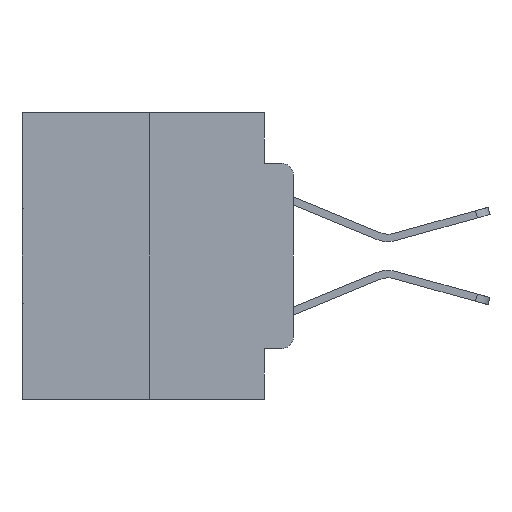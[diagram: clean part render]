
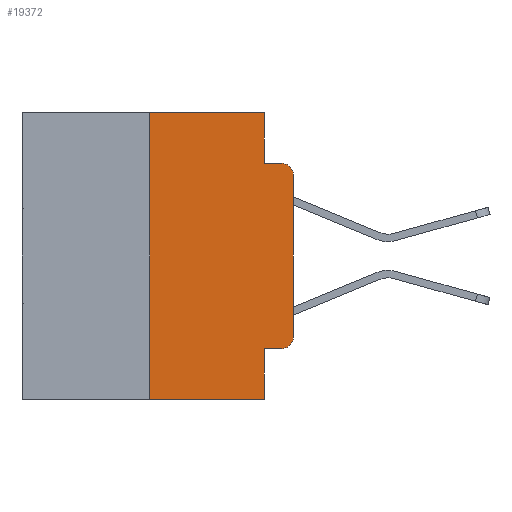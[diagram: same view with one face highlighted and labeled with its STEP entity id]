
A CAD part, left-side view. The second image highlights one B-rep face of the part: STEP entity #19372.
In plain terms, the highlighted planar face has unit normal (-1, 0, 0).
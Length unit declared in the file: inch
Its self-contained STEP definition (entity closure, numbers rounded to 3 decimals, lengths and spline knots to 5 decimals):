
#141 = CARTESIAN_POINT ( 'NONE',  ( 0., 0.473, -0.5 ) ) ;
#352 = LINE ( 'NONE', #141, #11621 ) ;
#470 = EDGE_CURVE ( 'NONE', #10152, #20531, #22548, .T. ) ;
#1413 = VERTEX_POINT ( 'NONE', #23444 ) ;
#1430 = DIRECTION ( 'NONE',  ( -1., 0., 0. ) ) ;
#2473 = LINE ( 'NONE', #19519, #25345 ) ;
#2772 = EDGE_CURVE ( 'NONE', #13749, #1413, #15176, .T. ) ;
#3528 = EDGE_CURVE ( 'NONE', #10152, #4479, #14777, .T. ) ;
#3938 = CARTESIAN_POINT ( 'NONE',  ( 0., 0.051, -0.4115 ) ) ;
#4106 = CARTESIAN_POINT ( 'NONE',  ( 0., 0.051, -0.0885 ) ) ;
#4209 = AXIS2_PLACEMENT_3D ( 'NONE', #11712, #27010, #13952 ) ;
#4479 = VERTEX_POINT ( 'NONE', #9188 ) ;
#4675 = EDGE_LOOP ( 'NONE', ( #13793, #4714, #9706, #18027, #25536, #12857, #23245, #26576, #24286, #22588 ) ) ;
#4714 = ORIENTED_EDGE ( 'NONE', *, *, #20088, .T. ) ;
#4824 = VERTEX_POINT ( 'NONE', #12654 ) ;
#4903 = VECTOR ( 'NONE', #17824, 39.37008 ) ;
#5030 = EDGE_CURVE ( 'NONE', #8731, #4824, #10867, .T. ) ;
#5655 = DIRECTION ( 'NONE',  ( 1., 0., 0. ) ) ;
#8271 = CARTESIAN_POINT ( 'NONE',  ( 0., 0., 0. ) ) ;
#8380 = AXIS2_PLACEMENT_3D ( 'NONE', #19042, #5655, #21238 ) ;
#8419 = CARTESIAN_POINT ( 'NONE',  ( 0., 0., -0.3915 ) ) ;
#8731 = VERTEX_POINT ( 'NONE', #24113 ) ;
#8852 = VECTOR ( 'NONE', #16942, 39.37008 ) ;
#9188 = CARTESIAN_POINT ( 'NONE',  ( 0., 0.051, -0.5 ) ) ;
#9249 = VECTOR ( 'NONE', #26905, 39.37008 ) ;
#9298 = LINE ( 'NONE', #9779, #20447 ) ;
#9706 = ORIENTED_EDGE ( 'NONE', *, *, #21564, .F. ) ;
#9779 = CARTESIAN_POINT ( 'NONE',  ( 0., 0.473, 0. ) ) ;
#10152 = VERTEX_POINT ( 'NONE', #3938 ) ;
#10545 = VERTEX_POINT ( 'NONE', #18625 ) ;
#10867 = LINE ( 'NONE', #13318, #4903 ) ;
#11564 = CIRCLE ( 'NONE', #16213, 0.02 ) ;
#11621 = VECTOR ( 'NONE', #15757, 39.37008 ) ;
#11712 = CARTESIAN_POINT ( 'NONE',  ( 0., 0.02, -0.3915 ) ) ;
#12654 = CARTESIAN_POINT ( 'NONE',  ( 0., 0.25, 0. ) ) ;
#12712 = DIRECTION ( 'NONE',  ( 0., -1., 0. ) ) ;
#12857 = ORIENTED_EDGE ( 'NONE', *, *, #5030, .F. ) ;
#13318 = CARTESIAN_POINT ( 'NONE',  ( 0., 0.25, 0. ) ) ;
#13749 = VERTEX_POINT ( 'NONE', #8419 ) ;
#13793 = ORIENTED_EDGE ( 'NONE', *, *, #2772, .T. ) ;
#13952 = DIRECTION ( 'NONE',  ( 0., 0., -1. ) ) ;
#14638 = EDGE_CURVE ( 'NONE', #8731, #4479, #352, .T. ) ;
#14777 = LINE ( 'NONE', #22655, #8852 ) ;
#14876 = CARTESIAN_POINT ( 'NONE',  ( 0., 0.02, -0.1085 ) ) ;
#15176 = LINE ( 'NONE', #8271, #9249 ) ;
#15757 = DIRECTION ( 'NONE',  ( 0., -1., 0. ) ) ;
#16048 = CARTESIAN_POINT ( 'NONE',  ( 0., 0.051, -0.4115 ) ) ;
#16213 = AXIS2_PLACEMENT_3D ( 'NONE', #14876, #1430, #17128 ) ;
#16235 = DIRECTION ( 'NONE',  ( 0., -1., 0. ) ) ;
#16774 = PLANE ( 'NONE',  #8380 ) ;
#16942 = DIRECTION ( 'NONE',  ( 0., 0., -1. ) ) ;
#17128 = DIRECTION ( 'NONE',  ( 0., 0., -1. ) ) ;
#17824 = DIRECTION ( 'NONE',  ( 0., 0., 1. ) ) ;
#18027 = ORIENTED_EDGE ( 'NONE', *, *, #19564, .F. ) ;
#18625 = CARTESIAN_POINT ( 'NONE',  ( 0., 0.051, 0. ) ) ;
#19042 = CARTESIAN_POINT ( 'NONE',  ( 0., 0.473, 0. ) ) ;
#19372 = ADVANCED_FACE ( 'NONE', ( #24367 ), #16774, .F. ) ;
#19519 = CARTESIAN_POINT ( 'NONE',  ( 0., 0.051, 0. ) ) ;
#19564 = EDGE_CURVE ( 'NONE', #10545, #28081, #2473, .T. ) ;
#19574 = CARTESIAN_POINT ( 'NONE',  ( 0., 0.051, -0.0885 ) ) ;
#19614 = DIRECTION ( 'NONE',  ( 0., 0., -1. ) ) ;
#20088 = EDGE_CURVE ( 'NONE', #1413, #25733, #11564, .T. ) ;
#20447 = VECTOR ( 'NONE', #20863, 39.37008 ) ;
#20531 = VERTEX_POINT ( 'NONE', #27124 ) ;
#20863 = DIRECTION ( 'NONE',  ( 0., -1., 0. ) ) ;
#21238 = DIRECTION ( 'NONE',  ( 0., 0., -1. ) ) ;
#21307 = CARTESIAN_POINT ( 'NONE',  ( 0., 0.02, -0.0885 ) ) ;
#21564 = EDGE_CURVE ( 'NONE', #28081, #25733, #25948, .T. ) ;
#22548 = LINE ( 'NONE', #16048, #26221 ) ;
#22588 = ORIENTED_EDGE ( 'NONE', *, *, #24845, .T. ) ;
#22655 = CARTESIAN_POINT ( 'NONE',  ( 0., 0.051, 0. ) ) ;
#23245 = ORIENTED_EDGE ( 'NONE', *, *, #14638, .T. ) ;
#23444 = CARTESIAN_POINT ( 'NONE',  ( 0., 0., -0.1085 ) ) ;
#23870 = EDGE_CURVE ( 'NONE', #4824, #10545, #9298, .T. ) ;
#24113 = CARTESIAN_POINT ( 'NONE',  ( 0., 0.25, -0.5 ) ) ;
#24286 = ORIENTED_EDGE ( 'NONE', *, *, #470, .T. ) ;
#24367 = FACE_OUTER_BOUND ( 'NONE', #4675, .T. ) ;
#24845 = EDGE_CURVE ( 'NONE', #20531, #13749, #28501, .T. ) ;
#25270 = VECTOR ( 'NONE', #12712, 39.37008 ) ;
#25345 = VECTOR ( 'NONE', #19614, 39.37008 ) ;
#25536 = ORIENTED_EDGE ( 'NONE', *, *, #23870, .F. ) ;
#25733 = VERTEX_POINT ( 'NONE', #21307 ) ;
#25948 = LINE ( 'NONE', #19574, #25270 ) ;
#26221 = VECTOR ( 'NONE', #16235, 39.37008 ) ;
#26576 = ORIENTED_EDGE ( 'NONE', *, *, #3528, .F. ) ;
#26905 = DIRECTION ( 'NONE',  ( 0., 0., 1. ) ) ;
#27010 = DIRECTION ( 'NONE',  ( -1., 0., 0. ) ) ;
#27124 = CARTESIAN_POINT ( 'NONE',  ( 0., 0.02, -0.4115 ) ) ;
#28081 = VERTEX_POINT ( 'NONE', #4106 ) ;
#28501 = CIRCLE ( 'NONE', #4209, 0.02 ) ;
